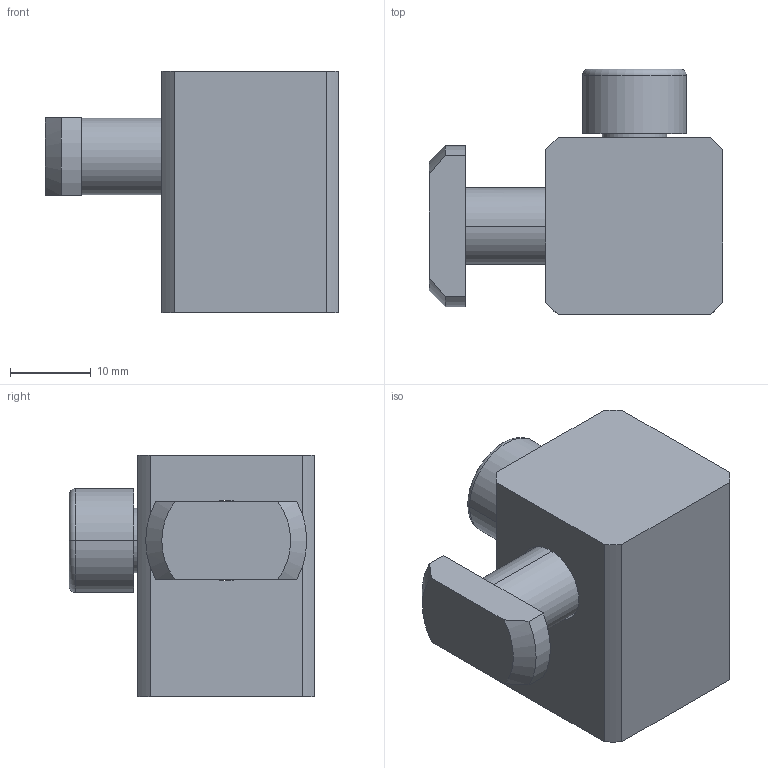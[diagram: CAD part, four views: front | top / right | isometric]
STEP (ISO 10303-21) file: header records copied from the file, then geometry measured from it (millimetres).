
FILE_DESCRIPTION(('Creo Elements/Direct Modeling STEP Export'),'2;1');
FILE_NAME('44.0043_Profilparallelverbinder-MMS-44_parallel.stp','2022-03-21T 9:01:39',(''),(''),'PTC Creo Elements/Direct Modeling STEP processor for AP214 (Solid Model)','PTC Creo Elements/Direct Modeling 19.0C 15-Aug-2015 (C) Parametric Technology GmbH','');
FILE_SCHEMA(('AUTOMOTIVE_DESIGN { 1 0 10303 214 1 1 1 1 }'));
Length unit declared in the file: millimetre
Products named in the file (4): Profileinsatz-MMS-44_Parallelverbinder_96.4003_PX175377; Hammer-MMS-44-55_T-Hammer_96.4007_PX171728; Spannschraube-MMS-4455_Verbinder_96.4005_PX171732.02; Profilparallelverbinder-MMS-44_parallel_44.0043_PX175378
Assembly tree (3 placements, depth 2):
  Profilparallelverbinder-MMS-44_parallel_44.0043_PX175378
    Spannschraube-MMS-4455_Verbinder_96.4005_PX171732.02
    Hammer-MMS-44-55_T-Hammer_96.4007_PX171728
    Profileinsatz-MMS-44_Parallelverbinder_96.4003_PX175377
Bounding box: 36.5 x 30.51 x 30 mm (x, y, z)
Volume: 16248.8 mm3; surface area: 6471.4 mm2
Topology: 3 solids, 3 shells, 57 faces, 137 edges, 87 vertices
Faces by surface type: plane 21, cylinder 20, cone 14, torus 2
Entity records: 2577 total; most frequent: CARTESIAN_POINT 1219, ORIENTED_EDGE 266, DIRECTION 236, EDGE_CURVE 133, AXIS2_PLACEMENT_3D 87, VERTEX_POINT 87, EDGE_LOOP 66, VECTOR 62
